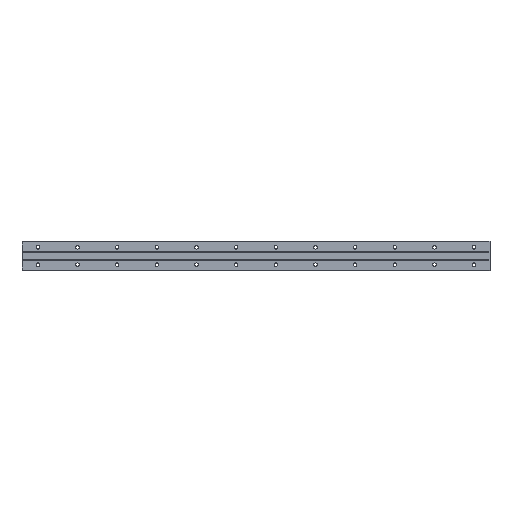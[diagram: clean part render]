
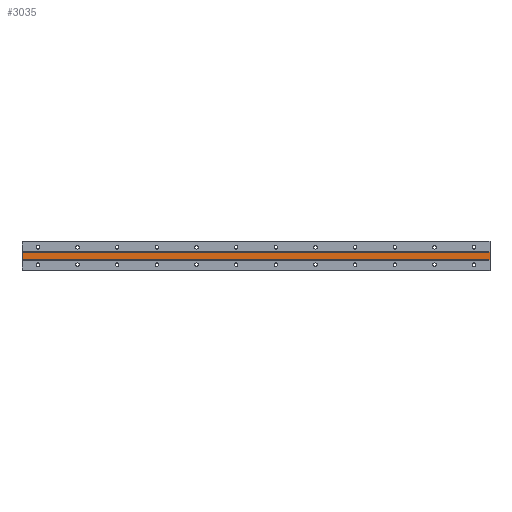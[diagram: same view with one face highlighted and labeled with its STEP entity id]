
A CAD part, front view. The second image highlights one B-rep face of the part: STEP entity #3035.
In plain terms, the highlighted planar face has unit normal (0, -1, 0).
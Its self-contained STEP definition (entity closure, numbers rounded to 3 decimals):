
#17 = DIRECTION ( 'NONE',  ( 1., 0., 0. ) ) ;
#39 = EDGE_CURVE ( 'NONE', #4416, #1005, #2046, .T. ) ;
#66 = VERTEX_POINT ( 'NONE', #3134 ) ;
#154 = EDGE_CURVE ( 'NONE', #4416, #4594, #1438, .T. ) ;
#299 = ORIENTED_EDGE ( 'NONE', *, *, #971, .T. ) ;
#850 = CARTESIAN_POINT ( 'NONE',  ( -20., 0.5, 5. ) ) ;
#971 = EDGE_CURVE ( 'NONE', #1005, #66, #2683, .T. ) ;
#1005 = VERTEX_POINT ( 'NONE', #1489 ) ;
#1266 = AXIS2_PLACEMENT_3D ( 'NONE', #3145, #4644, #4270 ) ;
#1411 = CARTESIAN_POINT ( 'NONE',  ( 570., 0.5, 5. ) ) ;
#1421 = ORIENTED_EDGE ( 'NONE', *, *, #154, .F. ) ;
#1438 = LINE ( 'NONE', #1411, #2711 ) ;
#1489 = CARTESIAN_POINT ( 'NONE',  ( -20., 0.5, -5. ) ) ;
#2001 = LINE ( 'NONE', #3086, #3769 ) ;
#2023 = EDGE_LOOP ( 'NONE', ( #299, #3923, #1421, #2478 ) ) ;
#2046 = LINE ( 'NONE', #4302, #2161 ) ;
#2161 = VECTOR ( 'NONE', #4225, 1000. ) ;
#2478 = ORIENTED_EDGE ( 'NONE', *, *, #39, .T. ) ;
#2489 = DIRECTION ( 'NONE',  ( 1., 0., 0. ) ) ;
#2513 = CARTESIAN_POINT ( 'NONE',  ( 570., 0.5, 5. ) ) ;
#2615 = CARTESIAN_POINT ( 'NONE',  ( 570., 0.5, -5. ) ) ;
#2683 = LINE ( 'NONE', #2615, #3952 ) ;
#2711 = VECTOR ( 'NONE', #2489, 1000. ) ;
#2743 = PLANE ( 'NONE',  #1266 ) ;
#3035 = ADVANCED_FACE ( 'NONE', ( #4620 ), #2743, .F. ) ;
#3086 = CARTESIAN_POINT ( 'NONE',  ( 570., 0.5, 18.34 ) ) ;
#3134 = CARTESIAN_POINT ( 'NONE',  ( 570., 0.5, -5. ) ) ;
#3145 = CARTESIAN_POINT ( 'NONE',  ( 570., 0.5, 5. ) ) ;
#3195 = EDGE_CURVE ( 'NONE', #4594, #66, #2001, .T. ) ;
#3769 = VECTOR ( 'NONE', #4208, 1000. ) ;
#3923 = ORIENTED_EDGE ( 'NONE', *, *, #3195, .F. ) ;
#3952 = VECTOR ( 'NONE', #17, 1000. ) ;
#4208 = DIRECTION ( 'NONE',  ( 0., 0., -1. ) ) ;
#4225 = DIRECTION ( 'NONE',  ( 0., 0., -1. ) ) ;
#4270 = DIRECTION ( 'NONE',  ( 0., 0., 1. ) ) ;
#4302 = CARTESIAN_POINT ( 'NONE',  ( -20., 0.5, 18.34 ) ) ;
#4416 = VERTEX_POINT ( 'NONE', #850 ) ;
#4594 = VERTEX_POINT ( 'NONE', #2513 ) ;
#4620 = FACE_OUTER_BOUND ( 'NONE', #2023, .T. ) ;
#4644 = DIRECTION ( 'NONE',  ( 0., 1., 0. ) ) ;
